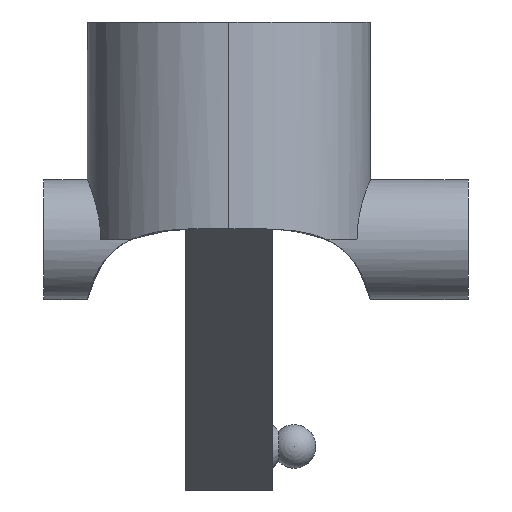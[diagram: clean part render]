
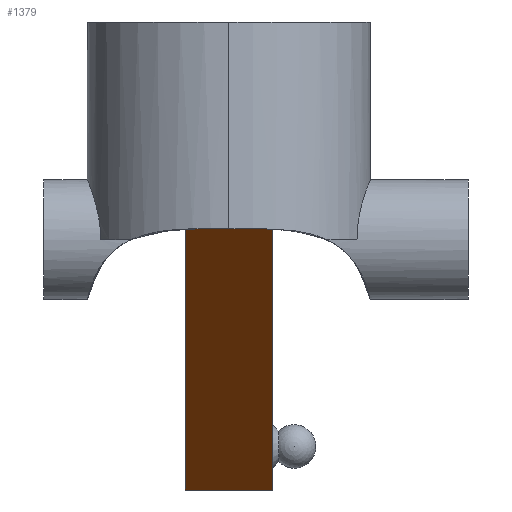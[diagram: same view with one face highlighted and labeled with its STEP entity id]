
A CAD part, left-side view. The second image highlights one B-rep face of the part: STEP entity #1379.
In plain terms, the highlighted planar face has unit normal (-0.625, 0, -0.781).
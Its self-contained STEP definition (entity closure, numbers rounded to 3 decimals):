
#14 = EDGE_CURVE ( 'NONE', #228, #397, #70, .T. ) ;
#49 = CARTESIAN_POINT ( 'NONE',  ( 6.5, 2., 0.5 ) ) ;
#70 = LINE ( 'NONE', #297, #1489 ) ;
#75 = EDGE_CURVE ( 'NONE', #705, #190, #1135, .T. ) ;
#80 = CARTESIAN_POINT ( 'NONE',  ( 6.5, 0., 0.5 ) ) ;
#153 = DIRECTION ( 'NONE',  ( -0.781, 0., 0.625 ) ) ;
#190 = VERTEX_POINT ( 'NONE', #1155 ) ;
#228 = VERTEX_POINT ( 'NONE', #825 ) ;
#267 = DIRECTION ( 'NONE',  ( -0.625, 0., -0.781 ) ) ;
#283 = VECTOR ( 'NONE', #517, 1000. ) ;
#297 = CARTESIAN_POINT ( 'NONE',  ( 21.5, -2., -11.5 ) ) ;
#353 = VECTOR ( 'NONE', #554, 1000. ) ;
#397 = VERTEX_POINT ( 'NONE', #1002 ) ;
#472 = ORIENTED_EDGE ( 'NONE', *, *, #898, .T. ) ;
#517 = DIRECTION ( 'NONE',  ( -0.781, 0., 0.625 ) ) ;
#554 = DIRECTION ( 'NONE',  ( 0., 1., 0. ) ) ;
#563 = ORIENTED_EDGE ( 'NONE', *, *, #75, .T. ) ;
#586 = LINE ( 'NONE', #49, #283 ) ;
#616 = CARTESIAN_POINT ( 'NONE',  ( 6.5, -2., 0.5 ) ) ;
#617 = CARTESIAN_POINT ( 'NONE',  ( 6.5, -2., 0.5 ) ) ;
#650 = CARTESIAN_POINT ( 'NONE',  ( 6.5, -2., 0.5 ) ) ;
#705 = VERTEX_POINT ( 'NONE', #616 ) ;
#762 = ORIENTED_EDGE ( 'NONE', *, *, #14, .F. ) ;
#825 = CARTESIAN_POINT ( 'NONE',  ( 21.5, -2., -11.5 ) ) ;
#883 = DIRECTION ( 'NONE',  ( -0.781, 0., 0.625 ) ) ;
#898 = EDGE_CURVE ( 'NONE', #228, #705, #1101, .T. ) ;
#1002 = CARTESIAN_POINT ( 'NONE',  ( 21.5, 2., -11.5 ) ) ;
#1100 = ORIENTED_EDGE ( 'NONE', *, *, #1414, .F. ) ;
#1101 = LINE ( 'NONE', #650, #1418 ) ;
#1131 = FACE_OUTER_BOUND ( 'NONE', #1404, .T. ) ;
#1135 = LINE ( 'NONE', #80, #353 ) ;
#1155 = CARTESIAN_POINT ( 'NONE',  ( 6.5, 2., 0.5 ) ) ;
#1184 = PLANE ( 'NONE',  #1378 ) ;
#1378 = AXIS2_PLACEMENT_3D ( 'NONE', #617, #267, #153 ) ;
#1379 = ADVANCED_FACE ( 'NONE', ( #1131 ), #1184, .T. ) ;
#1404 = EDGE_LOOP ( 'NONE', ( #1100, #762, #472, #563 ) ) ;
#1414 = EDGE_CURVE ( 'NONE', #397, #190, #586, .T. ) ;
#1418 = VECTOR ( 'NONE', #883, 1000. ) ;
#1451 = DIRECTION ( 'NONE',  ( 0., 1., 0. ) ) ;
#1489 = VECTOR ( 'NONE', #1451, 1000. ) ;
